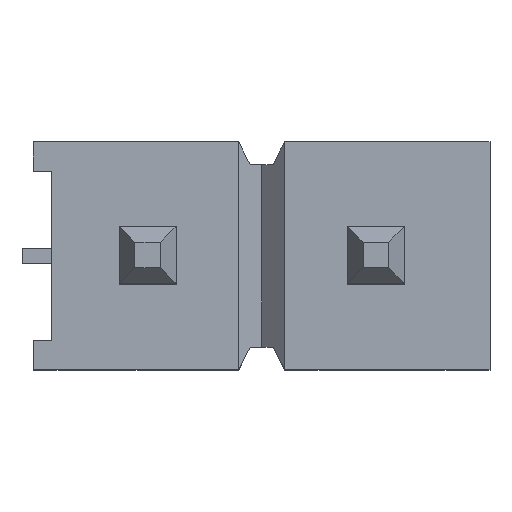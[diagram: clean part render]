
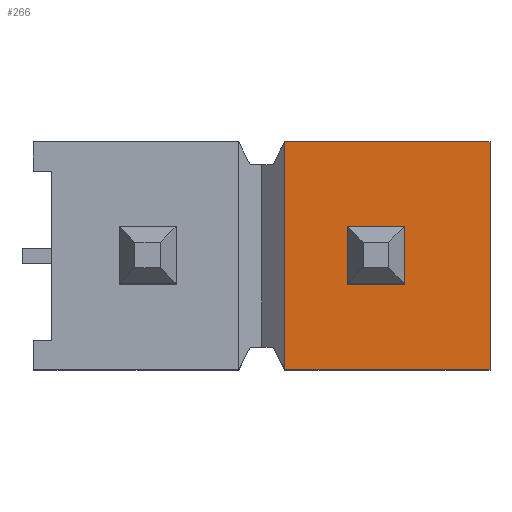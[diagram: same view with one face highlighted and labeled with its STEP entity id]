
A CAD part, top view. The second image highlights one B-rep face of the part: STEP entity #266.
In plain terms, the highlighted planar face has unit normal (0, 0, 1).
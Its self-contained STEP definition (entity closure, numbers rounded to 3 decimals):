
#34 = CARTESIAN_POINT ( 'NONE',  ( 2.223, -0.318, 2.54 ) ) ;
#101 = EDGE_CURVE ( 'NONE', #1164, #2735, #2833, .T. ) ;
#225 = VECTOR ( 'NONE', #3155, 1000. ) ;
#266 = ADVANCED_FACE ( 'NONE', ( #2275, #645 ), #3239, .T. ) ;
#293 = EDGE_CURVE ( 'NONE', #1244, #1164, #1183, .T. ) ;
#304 = CARTESIAN_POINT ( 'NONE',  ( 2.857, 0.318, 2.54 ) ) ;
#336 = VECTOR ( 'NONE', #3067, 1000. ) ;
#442 = ORIENTED_EDGE ( 'NONE', *, *, #1006, .F. ) ;
#448 = ORIENTED_EDGE ( 'NONE', *, *, #3052, .F. ) ;
#494 = DIRECTION ( 'NONE',  ( 0., -1., 0. ) ) ;
#525 = AXIS2_PLACEMENT_3D ( 'NONE', #766, #3006, #494 ) ;
#527 = VECTOR ( 'NONE', #2273, 1000. ) ;
#597 = VECTOR ( 'NONE', #1521, 1000. ) ;
#628 = CARTESIAN_POINT ( 'NONE',  ( 3.81, 1.27, 2.54 ) ) ;
#645 = FACE_OUTER_BOUND ( 'NONE', #1822, .T. ) ;
#766 = CARTESIAN_POINT ( 'NONE',  ( 1.27, 0., 2.54 ) ) ;
#868 = LINE ( 'NONE', #628, #1590 ) ;
#1006 = EDGE_CURVE ( 'NONE', #2428, #1790, #2701, .T. ) ;
#1140 = CARTESIAN_POINT ( 'NONE',  ( 2.857, 0.318, 2.54 ) ) ;
#1143 = VECTOR ( 'NONE', #1835, 1000. ) ;
#1164 = VERTEX_POINT ( 'NONE', #1609 ) ;
#1183 = LINE ( 'NONE', #1267, #527 ) ;
#1222 = VERTEX_POINT ( 'NONE', #1140 ) ;
#1244 = VERTEX_POINT ( 'NONE', #3182 ) ;
#1267 = CARTESIAN_POINT ( 'NONE',  ( 1.524, -1.27, 2.54 ) ) ;
#1378 = CARTESIAN_POINT ( 'NONE',  ( 3.81, -1.27, 2.54 ) ) ;
#1470 = VECTOR ( 'NONE', #2314, 1000. ) ;
#1498 = LINE ( 'NONE', #3245, #597 ) ;
#1521 = DIRECTION ( 'NONE',  ( -1., 0., 0. ) ) ;
#1527 = VERTEX_POINT ( 'NONE', #3048 ) ;
#1577 = CARTESIAN_POINT ( 'NONE',  ( 2.223, 0.318, 2.54 ) ) ;
#1588 = CARTESIAN_POINT ( 'NONE',  ( 3.81, 1.27, 2.54 ) ) ;
#1590 = VECTOR ( 'NONE', #2399, 1000. ) ;
#1593 = LINE ( 'NONE', #304, #1143 ) ;
#1609 = CARTESIAN_POINT ( 'NONE',  ( 1.524, 1.27, 2.54 ) ) ;
#1641 = CARTESIAN_POINT ( 'NONE',  ( 2.223, 0.318, 2.54 ) ) ;
#1693 = CARTESIAN_POINT ( 'NONE',  ( 1.524, 1.27, 2.54 ) ) ;
#1790 = VERTEX_POINT ( 'NONE', #3071 ) ;
#1819 = ORIENTED_EDGE ( 'NONE', *, *, #101, .F. ) ;
#1822 = EDGE_LOOP ( 'NONE', ( #1858, #448, #2059, #1819 ) ) ;
#1835 = DIRECTION ( 'NONE',  ( 0., -1., 0. ) ) ;
#1858 = ORIENTED_EDGE ( 'NONE', *, *, #293, .F. ) ;
#1909 = DIRECTION ( 'NONE',  ( 1., 0., 0. ) ) ;
#1983 = EDGE_LOOP ( 'NONE', ( #2137, #2221, #2377, #442 ) ) ;
#2040 = LINE ( 'NONE', #1577, #336 ) ;
#2059 = ORIENTED_EDGE ( 'NONE', *, *, #2808, .F. ) ;
#2111 = VECTOR ( 'NONE', #1909, 1000. ) ;
#2137 = ORIENTED_EDGE ( 'NONE', *, *, #2438, .T. ) ;
#2164 = LINE ( 'NONE', #34, #1470 ) ;
#2221 = ORIENTED_EDGE ( 'NONE', *, *, #2451, .T. ) ;
#2273 = DIRECTION ( 'NONE',  ( 0., 1., 0. ) ) ;
#2275 = FACE_BOUND ( 'NONE', #1983, .T. ) ;
#2304 = EDGE_CURVE ( 'NONE', #1790, #1527, #2164, .T. ) ;
#2314 = DIRECTION ( 'NONE',  ( 1., 0., 0. ) ) ;
#2377 = ORIENTED_EDGE ( 'NONE', *, *, #2304, .F. ) ;
#2399 = DIRECTION ( 'NONE',  ( 0., -1., 0. ) ) ;
#2428 = VERTEX_POINT ( 'NONE', #2588 ) ;
#2438 = EDGE_CURVE ( 'NONE', #2428, #1222, #2040, .T. ) ;
#2451 = EDGE_CURVE ( 'NONE', #1222, #1527, #1593, .T. ) ;
#2588 = CARTESIAN_POINT ( 'NONE',  ( 2.223, 0.318, 2.54 ) ) ;
#2701 = LINE ( 'NONE', #1641, #225 ) ;
#2735 = VERTEX_POINT ( 'NONE', #1588 ) ;
#2808 = EDGE_CURVE ( 'NONE', #2735, #2862, #868, .T. ) ;
#2833 = LINE ( 'NONE', #1693, #2111 ) ;
#2862 = VERTEX_POINT ( 'NONE', #1378 ) ;
#3006 = DIRECTION ( 'NONE',  ( 0., 0., 1. ) ) ;
#3048 = CARTESIAN_POINT ( 'NONE',  ( 2.857, -0.318, 2.54 ) ) ;
#3052 = EDGE_CURVE ( 'NONE', #2862, #1244, #1498, .T. ) ;
#3067 = DIRECTION ( 'NONE',  ( 1., 0., 0. ) ) ;
#3071 = CARTESIAN_POINT ( 'NONE',  ( 2.223, -0.318, 2.54 ) ) ;
#3155 = DIRECTION ( 'NONE',  ( 0., -1., 0. ) ) ;
#3182 = CARTESIAN_POINT ( 'NONE',  ( 1.524, -1.27, 2.54 ) ) ;
#3239 = PLANE ( 'NONE',  #525 ) ;
#3245 = CARTESIAN_POINT ( 'NONE',  ( 3.81, -1.27, 2.54 ) ) ;
